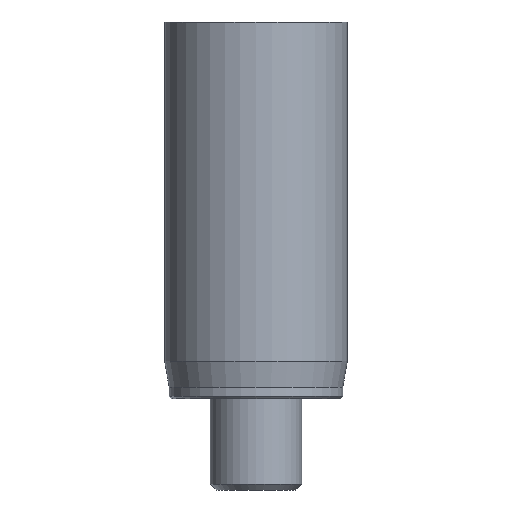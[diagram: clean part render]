
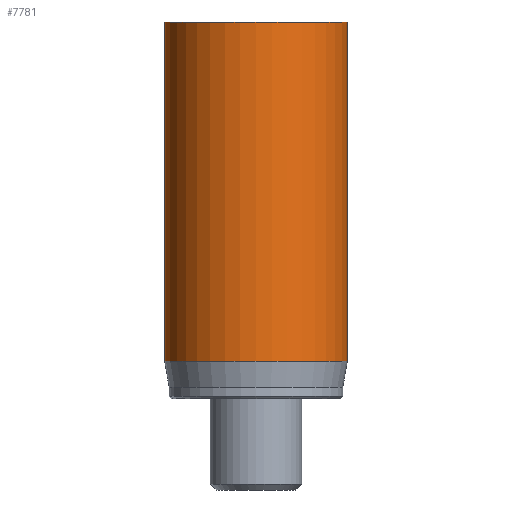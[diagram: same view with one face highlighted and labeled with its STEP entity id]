
A CAD part, front view. The second image highlights one B-rep face of the part: STEP entity #7781.
In plain terms, the highlighted cylindrical face has radius 8 mm (diameter 16 mm), a full revolution.
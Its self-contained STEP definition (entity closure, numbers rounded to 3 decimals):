
#40=CYLINDRICAL_SURFACE('',#8126,8.);
#58=CIRCLE('',#8095,8.);
#74=CIRCLE('',#8124,8.);
#75=CIRCLE('',#8125,8.);
#1088=FACE_OUTER_BOUND('',#1567,.T.);
#1567=EDGE_LOOP('',(#7021,#7022,#7023,#7024,#7025));
#2285=LINE('',#14091,#3007);
#3007=VECTOR('',#9362,8.);
#3731=VERTEX_POINT('',#14032);
#3747=VERTEX_POINT('',#14085);
#3748=VERTEX_POINT('',#14086);
#4822=EDGE_CURVE('',#3731,#3731,#58,.T.);
#4846=EDGE_CURVE('',#3747,#3748,#74,.T.);
#4847=EDGE_CURVE('',#3748,#3747,#75,.T.);
#4849=EDGE_CURVE('',#3731,#3747,#2285,.T.);
#7021=ORIENTED_EDGE('',*,*,#4822,.T.);
#7022=ORIENTED_EDGE('',*,*,#4849,.T.);
#7023=ORIENTED_EDGE('',*,*,#4846,.T.);
#7024=ORIENTED_EDGE('',*,*,#4847,.T.);
#7025=ORIENTED_EDGE('',*,*,#4849,.F.);
#7781=ADVANCED_FACE('',(#1088),#40,.T.);
#8095=AXIS2_PLACEMENT_3D('',#14033,#9289,#9290);
#8124=AXIS2_PLACEMENT_3D('',#14087,#9355,#9356);
#8125=AXIS2_PLACEMENT_3D('',#14088,#9357,#9358);
#8126=AXIS2_PLACEMENT_3D('',#14090,#9360,#9361);
#9289=DIRECTION('center_axis',(0.,0.,-1.));
#9290=DIRECTION('ref_axis',(-1.,0.,0.));
#9355=DIRECTION('center_axis',(0.,0.,1.));
#9356=DIRECTION('ref_axis',(-1.,0.,0.));
#9357=DIRECTION('center_axis',(0.,0.,1.));
#9358=DIRECTION('ref_axis',(-1.,0.,0.));
#9360=DIRECTION('center_axis',(0.,0.,1.));
#9361=DIRECTION('ref_axis',(-1.,0.,0.));
#9362=DIRECTION('',(0.,0.,-1.));
#14032=CARTESIAN_POINT('',(8.,0.,33.));
#14033=CARTESIAN_POINT('Origin',(0.,0.,33.));
#14085=CARTESIAN_POINT('',(8.,0.,3.269));
#14086=CARTESIAN_POINT('',(-8.,0.,3.269));
#14087=CARTESIAN_POINT('Origin',(0.,0.,3.269));
#14088=CARTESIAN_POINT('Origin',(0.,0.,3.269));
#14090=CARTESIAN_POINT('Origin',(0.,0.,0.));
#14091=CARTESIAN_POINT('',(8.,0.,0.));
